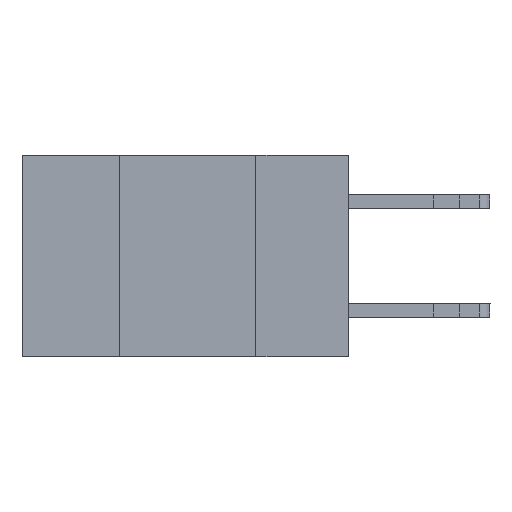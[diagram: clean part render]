
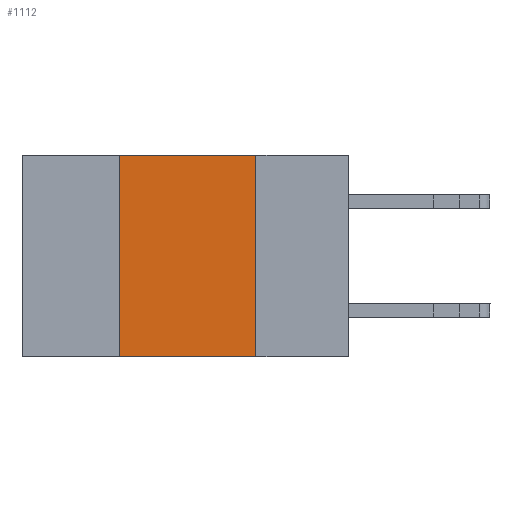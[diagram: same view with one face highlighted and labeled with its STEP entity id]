
A CAD part, left-side view. The second image highlights one B-rep face of the part: STEP entity #1112.
In plain terms, the highlighted planar face has unit normal (-1, 0, 0).
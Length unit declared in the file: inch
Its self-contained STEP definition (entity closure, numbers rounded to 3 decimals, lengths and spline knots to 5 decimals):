
#224 = VECTOR ( 'NONE', #5877, 39.37008 ) ;
#273 = EDGE_CURVE ( 'NONE', #12779, #3538, #2171, .T. ) ;
#1112 = ADVANCED_FACE ( 'NONE', ( #1594 ), #12763, .F. ) ;
#1182 = CARTESIAN_POINT ( 'NONE',  ( 0., 0.42, 0. ) ) ;
#1594 = FACE_OUTER_BOUND ( 'NONE', #12565, .T. ) ;
#1695 = EDGE_CURVE ( 'NONE', #2027, #15445, #9472, .T. ) ;
#1881 = DIRECTION ( 'NONE',  ( 0., -1., 0. ) ) ;
#2027 = VERTEX_POINT ( 'NONE', #6401 ) ;
#2171 = LINE ( 'NONE', #12162, #5941 ) ;
#2830 = CARTESIAN_POINT ( 'NONE',  ( 0., 0.17, 0. ) ) ;
#3413 = ORIENTED_EDGE ( 'NONE', *, *, #1695, .T. ) ;
#3538 = VERTEX_POINT ( 'NONE', #2830 ) ;
#4866 = EDGE_CURVE ( 'NONE', #2027, #12779, #5237, .T. ) ;
#5237 = LINE ( 'NONE', #15077, #5625 ) ;
#5625 = VECTOR ( 'NONE', #15144, 39.37008 ) ;
#5630 = CARTESIAN_POINT ( 'NONE',  ( 0., 0.17, -0.37 ) ) ;
#5877 = DIRECTION ( 'NONE',  ( 0., 0., -1. ) ) ;
#5941 = VECTOR ( 'NONE', #1881, 39.37008 ) ;
#5955 = ORIENTED_EDGE ( 'NONE', *, *, #273, .F. ) ;
#6401 = CARTESIAN_POINT ( 'NONE',  ( 0., 0.42, -0.37 ) ) ;
#6867 = AXIS2_PLACEMENT_3D ( 'NONE', #12829, #12728, #12608 ) ;
#9252 = EDGE_CURVE ( 'NONE', #3538, #15445, #10576, .T. ) ;
#9472 = LINE ( 'NONE', #12714, #15096 ) ;
#10576 = LINE ( 'NONE', #5630, #224 ) ;
#12162 = CARTESIAN_POINT ( 'NONE',  ( 0., 0.6, 0. ) ) ;
#12565 = EDGE_LOOP ( 'NONE', ( #15498, #5955, #14082, #3413 ) ) ;
#12608 = DIRECTION ( 'NONE',  ( 0., 0., -1. ) ) ;
#12714 = CARTESIAN_POINT ( 'NONE',  ( 0., 0.6, -0.37 ) ) ;
#12728 = DIRECTION ( 'NONE',  ( 1., 0., 0. ) ) ;
#12763 = PLANE ( 'NONE',  #6867 ) ;
#12779 = VERTEX_POINT ( 'NONE', #1182 ) ;
#12829 = CARTESIAN_POINT ( 'NONE',  ( 0., 0.6, 0. ) ) ;
#13036 = DIRECTION ( 'NONE',  ( 0., -1., 0. ) ) ;
#14082 = ORIENTED_EDGE ( 'NONE', *, *, #4866, .F. ) ;
#15077 = CARTESIAN_POINT ( 'NONE',  ( 0., 0.42, -0.37 ) ) ;
#15096 = VECTOR ( 'NONE', #13036, 39.37008 ) ;
#15144 = DIRECTION ( 'NONE',  ( 0., 0., 1. ) ) ;
#15445 = VERTEX_POINT ( 'NONE', #15490 ) ;
#15490 = CARTESIAN_POINT ( 'NONE',  ( 0., 0.17, -0.37 ) ) ;
#15498 = ORIENTED_EDGE ( 'NONE', *, *, #9252, .F. ) ;
